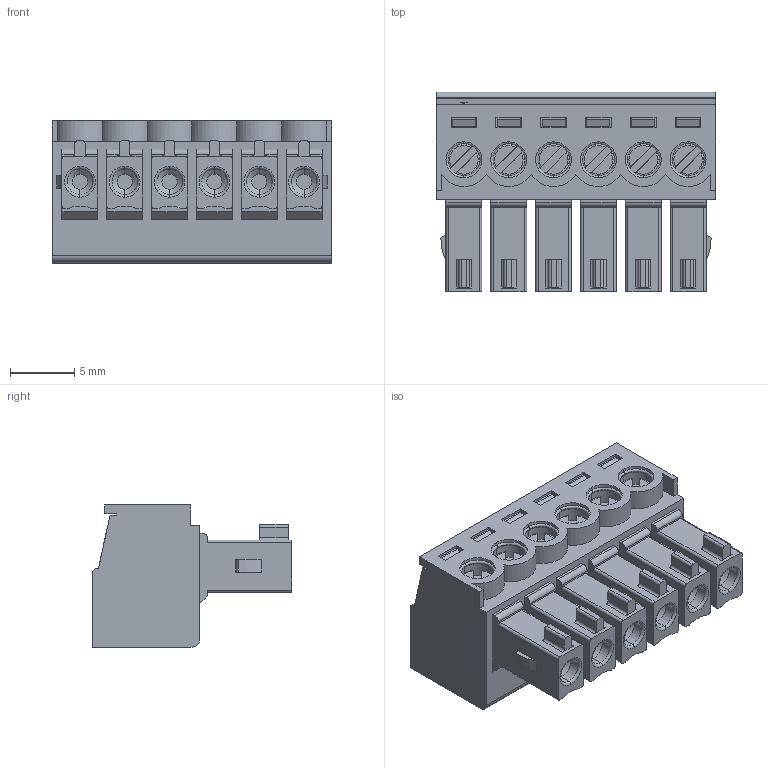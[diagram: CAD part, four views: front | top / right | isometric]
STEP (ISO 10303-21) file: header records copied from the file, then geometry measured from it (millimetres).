
FILE_DESCRIPTION (( 'STEP AP214' ), '1' );
FILE_NAME ('15EDGK-3.5-06P-14-00AH.STEP', '2021-01-29T18:37:17', ( '' ), ( '' ), 'SwSTEP 2.0', 'SolidWorks 2020', '' );
FILE_SCHEMA (( 'AUTOMOTIVE_DESIGN' ));
Length unit declared in the file: millimetre
Products named in the file (1): 15EDGK-3.5-06P-14-00AH
Bounding box: 21.8 x 15.6 x 11.1 mm (x, y, z)
Volume: 1983.4 mm3; surface area: 2589.7 mm2
Topology: 1 solids, 1 shells, 880 faces, 2286 edges, 1502 vertices
Faces by surface type: plane 527, cylinder 144, bspline 131, torus 54, cone 24
Entity records: 37919 total; most frequent: CARTESIAN_POINT 12520, ORIENTED_EDGE 4572, DIRECTION 3872, EDGE_CURVE 2286, VECTOR 1532, LINE 1532, VERTEX_POINT 1502, AXIS2_PLACEMENT_3D 1170
